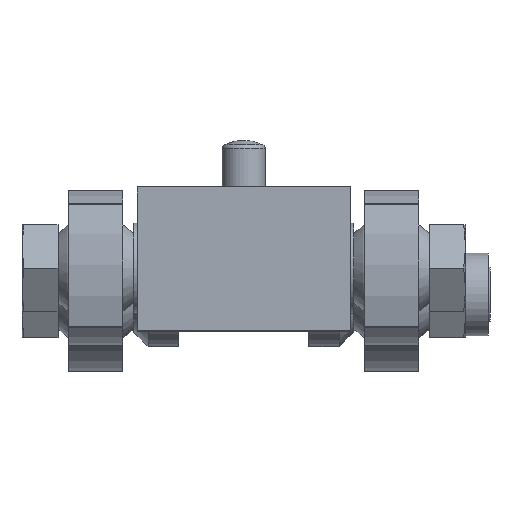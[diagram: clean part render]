
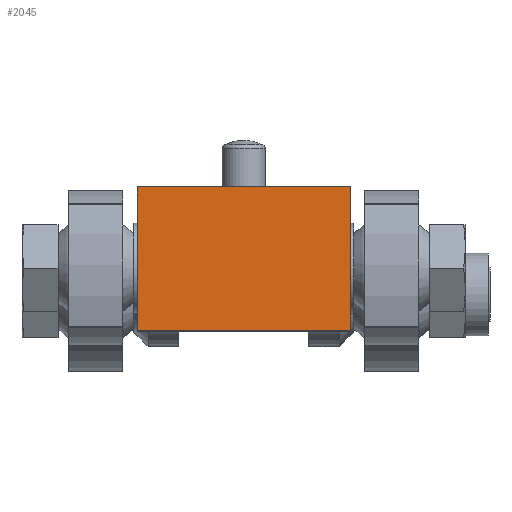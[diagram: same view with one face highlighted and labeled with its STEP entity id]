
A CAD part, top view. The second image highlights one B-rep face of the part: STEP entity #2045.
In plain terms, the highlighted planar face has unit normal (0, 0, 1).
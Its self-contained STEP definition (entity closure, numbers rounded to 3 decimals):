
#238=LINE('',#3535,#318);
#242=LINE('',#3545,#322);
#245=LINE('',#3563,#325);
#247=LINE('',#3568,#327);
#318=VECTOR('',#2839,1000.);
#322=VECTOR('',#2847,1000.);
#325=VECTOR('',#2864,1000.);
#327=VECTOR('',#2870,1000.);
#676=ORIENTED_EDGE('',*,*,#1022,.T.);
#677=ORIENTED_EDGE('',*,*,#1027,.T.);
#678=ORIENTED_EDGE('',*,*,#1036,.T.);
#679=ORIENTED_EDGE('',*,*,#1039,.T.);
#1022=EDGE_CURVE('',#1240,#1239,#238,.T.);
#1027=EDGE_CURVE('',#1239,#1243,#242,.T.);
#1036=EDGE_CURVE('',#1243,#1251,#245,.T.);
#1039=EDGE_CURVE('',#1251,#1240,#247,.T.);
#1239=VERTEX_POINT('',#3534);
#1240=VERTEX_POINT('',#3536);
#1243=VERTEX_POINT('',#3544);
#1251=VERTEX_POINT('',#3562);
#1573=EDGE_LOOP('',(#676,#677,#678,#679));
#1807=FACE_BOUND('',#1573,.T.);
#1935=PLANE('',#2337);
#2045=ADVANCED_FACE('',(#1807),#1935,.T.);
#2337=AXIS2_PLACEMENT_3D('',#3569,#2871,#2872);
#2839=DIRECTION('',(-1.,0.,0.));
#2847=DIRECTION('',(0.,-1.,0.));
#2864=DIRECTION('',(1.,0.,0.));
#2870=DIRECTION('',(0.,1.,0.));
#2871=DIRECTION('',(0.,0.,1.));
#2872=DIRECTION('',(1.,0.,0.));
#3534=CARTESIAN_POINT('',(-29.6,22.5,21.5));
#3535=CARTESIAN_POINT('',(29.6,22.5,21.5));
#3536=CARTESIAN_POINT('',(29.6,22.5,21.5));
#3544=CARTESIAN_POINT('',(-29.6,-17.5,21.5));
#3545=CARTESIAN_POINT('',(-29.6,22.5,21.5));
#3562=CARTESIAN_POINT('',(29.6,-17.5,21.5));
#3563=CARTESIAN_POINT('',(-29.6,-17.5,21.5));
#3568=CARTESIAN_POINT('',(29.6,-17.5,21.5));
#3569=CARTESIAN_POINT('',(0.,0.,21.5));
